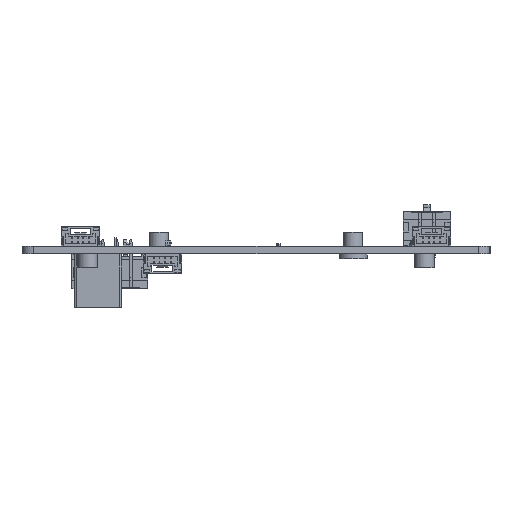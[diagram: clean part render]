
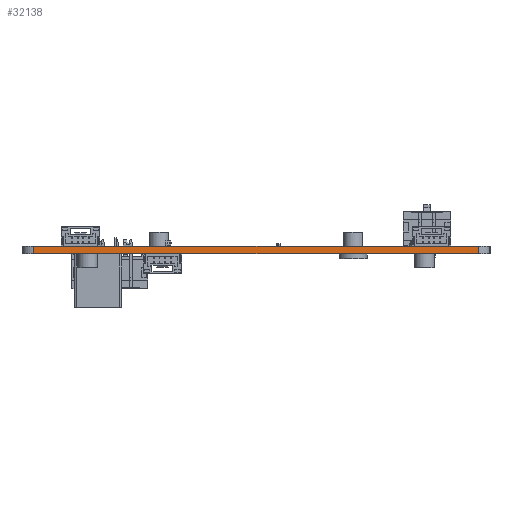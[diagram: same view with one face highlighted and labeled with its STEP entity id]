
A CAD part, left-side view. The second image highlights one B-rep face of the part: STEP entity #32138.
In plain terms, the highlighted planar face has unit normal (-1, 0, 0).
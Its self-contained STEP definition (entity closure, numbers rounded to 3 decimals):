
#30685 = VERTEX_POINT('',#30686);
#30686 = CARTESIAN_POINT('',(-90.,47.5,0.));
#30693 = EDGE_CURVE('',#30694,#30685,#30696,.T.);
#30694 = VERTEX_POINT('',#30695);
#30695 = CARTESIAN_POINT('',(-90.,-47.5,0.));
#30696 = LINE('',#30697,#30698);
#30697 = CARTESIAN_POINT('',(-90.,-47.5,0.));
#30698 = VECTOR('',#30699,1.);
#30699 = DIRECTION('',(0.,1.,0.));
#31398 = VERTEX_POINT('',#31399);
#31399 = CARTESIAN_POINT('',(-90.,47.5,1.51));
#31406 = EDGE_CURVE('',#31407,#31398,#31409,.T.);
#31407 = VERTEX_POINT('',#31408);
#31408 = CARTESIAN_POINT('',(-90.,-47.5,1.51));
#31409 = LINE('',#31410,#31411);
#31410 = CARTESIAN_POINT('',(-90.,-47.5,1.51));
#31411 = VECTOR('',#31412,1.);
#31412 = DIRECTION('',(0.,1.,0.));
#32108 = EDGE_CURVE('',#30685,#31398,#32109,.T.);
#32109 = LINE('',#32110,#32111);
#32110 = CARTESIAN_POINT('',(-90.,47.5,0.));
#32111 = VECTOR('',#32112,1.);
#32112 = DIRECTION('',(0.,0.,1.));
#32138 = ADVANCED_FACE('',(#32139),#32150,.T.);
#32139 = FACE_BOUND('',#32140,.T.);
#32140 = EDGE_LOOP('',(#32141,#32147,#32148,#32149));
#32141 = ORIENTED_EDGE('',*,*,#32142,.T.);
#32142 = EDGE_CURVE('',#30694,#31407,#32143,.T.);
#32143 = LINE('',#32144,#32145);
#32144 = CARTESIAN_POINT('',(-90.,-47.5,0.));
#32145 = VECTOR('',#32146,1.);
#32146 = DIRECTION('',(0.,0.,1.));
#32147 = ORIENTED_EDGE('',*,*,#31406,.T.);
#32148 = ORIENTED_EDGE('',*,*,#32108,.F.);
#32149 = ORIENTED_EDGE('',*,*,#30693,.F.);
#32150 = PLANE('',#32151);
#32151 = AXIS2_PLACEMENT_3D('',#32152,#32153,#32154);
#32152 = CARTESIAN_POINT('',(-90.,-47.5,0.));
#32153 = DIRECTION('',(-1.,0.,0.));
#32154 = DIRECTION('',(0.,1.,0.));
